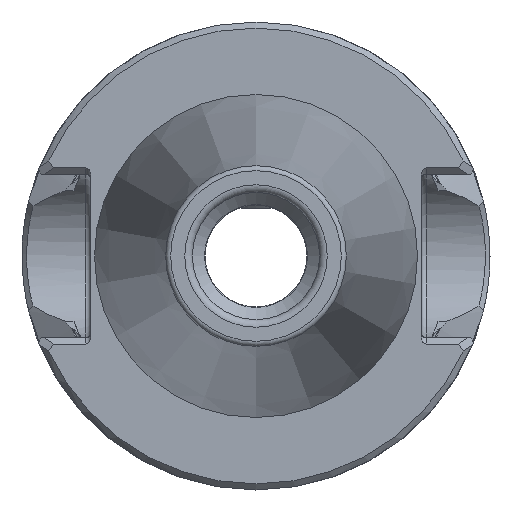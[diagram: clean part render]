
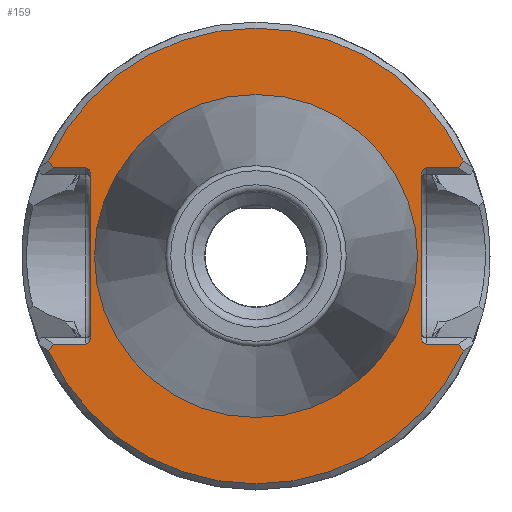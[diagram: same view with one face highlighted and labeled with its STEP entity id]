
A CAD part, left-side view. The second image highlights one B-rep face of the part: STEP entity #159.
In plain terms, the highlighted planar face has unit normal (-1, 0, 0).
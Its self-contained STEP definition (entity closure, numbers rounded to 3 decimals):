
#159 = ADVANCED_FACE( '', ( #406, #407 ), #408, .T. );
#406 = FACE_OUTER_BOUND( '', #771, .T. );
#407 = FACE_BOUND( '', #772, .T. );
#408 = PLANE( '', #773 );
#771 = EDGE_LOOP( '', ( #1246, #1247, #1248, #1249, #1250, #1251, #1252, #1253, #1254, #1255, #1256, #1257, #1258, #1259, #1260, #1261 ) );
#772 = EDGE_LOOP( '', ( #1262 ) );
#773 = AXIS2_PLACEMENT_3D( '', #1263, #1264, #1265 );
#1246 = ORIENTED_EDGE( '', *, *, #2082, .T. );
#1247 = ORIENTED_EDGE( '', *, *, #2083, .T. );
#1248 = ORIENTED_EDGE( '', *, *, #2084, .T. );
#1249 = ORIENTED_EDGE( '', *, *, #2085, .T. );
#1250 = ORIENTED_EDGE( '', *, *, #2086, .T. );
#1251 = ORIENTED_EDGE( '', *, *, #2087, .T. );
#1252 = ORIENTED_EDGE( '', *, *, #2088, .T. );
#1253 = ORIENTED_EDGE( '', *, *, #2089, .T. );
#1254 = ORIENTED_EDGE( '', *, *, #2066, .T. );
#1255 = ORIENTED_EDGE( '', *, *, #2090, .T. );
#1256 = ORIENTED_EDGE( '', *, *, #2091, .T. );
#1257 = ORIENTED_EDGE( '', *, *, #2092, .T. );
#1258 = ORIENTED_EDGE( '', *, *, #2093, .T. );
#1259 = ORIENTED_EDGE( '', *, *, #2094, .T. );
#1260 = ORIENTED_EDGE( '', *, *, #2095, .T. );
#1261 = ORIENTED_EDGE( '', *, *, #2096, .T. );
#1262 = ORIENTED_EDGE( '', *, *, #2097, .F. );
#1263 = CARTESIAN_POINT( '', ( 2., 0., 15.861 ) );
#1264 = DIRECTION( '', ( -1., 0., 0. ) );
#1265 = DIRECTION( '', ( 0., 0., 1. ) );
#2066 = EDGE_CURVE( '', #2444, #2445, #2446, .T. );
#2082 = EDGE_CURVE( '', #2473, #2474, #2475, .T. );
#2083 = EDGE_CURVE( '', #2474, #2476, #2477, .T. );
#2084 = EDGE_CURVE( '', #2476, #2478, #2479, .T. );
#2085 = EDGE_CURVE( '', #2478, #2480, #2481, .F. );
#2086 = EDGE_CURVE( '', #2480, #2482, #2483, .T. );
#2087 = EDGE_CURVE( '', #2482, #2484, #2485, .F. );
#2088 = EDGE_CURVE( '', #2484, #2486, #2487, .T. );
#2089 = EDGE_CURVE( '', #2486, #2444, #2488, .T. );
#2090 = EDGE_CURVE( '', #2445, #2489, #2490, .T. );
#2091 = EDGE_CURVE( '', #2489, #2491, #2492, .T. );
#2092 = EDGE_CURVE( '', #2491, #2493, #2494, .F. );
#2093 = EDGE_CURVE( '', #2493, #2495, #2496, .T. );
#2094 = EDGE_CURVE( '', #2495, #2497, #2498, .F. );
#2095 = EDGE_CURVE( '', #2497, #2499, #2500, .T. );
#2096 = EDGE_CURVE( '', #2499, #2473, #2501, .T. );
#2097 = EDGE_CURVE( '', #2502, #2502, #2503, .T. );
#2444 = VERTEX_POINT( '', #3007 );
#2445 = VERTEX_POINT( '', #3008 );
#2446 = CIRCLE( '', #3009, 22.4 );
#2473 = VERTEX_POINT( '', #3065 );
#2474 = VERTEX_POINT( '', #3066 );
#2475 = CIRCLE( '', #3067, 22.4 );
#2476 = VERTEX_POINT( '', #3068 );
#2477 = B_SPLINE_CURVE_WITH_KNOTS( '', 1, ( #3069, #3070 ), .UNSPECIFIED., .F., .F., ( 2, 2 ), ( 0.179, 1. ), .UNSPECIFIED. );
#2478 = VERTEX_POINT( '', #3071 );
#2479 = LINE( '', #3072, #3073 );
#2480 = VERTEX_POINT( '', #3074 );
#2481 = ELLIPSE( '', #3075, 0.707, 0.5 );
#2482 = VERTEX_POINT( '', #3076 );
#2483 = LINE( '', #3077, #3078 );
#2484 = VERTEX_POINT( '', #3079 );
#2485 = ELLIPSE( '', #3080, 0.707, 0.5 );
#2486 = VERTEX_POINT( '', #3081 );
#2487 = LINE( '', #3082, #3083 );
#2488 = B_SPLINE_CURVE_WITH_KNOTS( '', 1, ( #3084, #3085 ), .UNSPECIFIED., .F., .F., ( 2, 2 ), ( 0., 0.821 ), .UNSPECIFIED. );
#2489 = VERTEX_POINT( '', #3086 );
#2490 = B_SPLINE_CURVE_WITH_KNOTS( '', 1, ( #3087, #3088 ), .UNSPECIFIED., .F., .F., ( 2, 2 ), ( 0.179, 1. ), .UNSPECIFIED. );
#2491 = VERTEX_POINT( '', #3089 );
#2492 = LINE( '', #3090, #3091 );
#2493 = VERTEX_POINT( '', #3092 );
#2494 = ELLIPSE( '', #3093, 0.707, 0.5 );
#2495 = VERTEX_POINT( '', #3094 );
#2496 = LINE( '', #3095, #3096 );
#2497 = VERTEX_POINT( '', #3097 );
#2498 = ELLIPSE( '', #3098, 0.707, 0.5 );
#2499 = VERTEX_POINT( '', #3099 );
#2500 = LINE( '', #3100, #3101 );
#2501 = B_SPLINE_CURVE_WITH_KNOTS( '', 1, ( #3102, #3103 ), .UNSPECIFIED., .F., .F., ( 2, 2 ), ( 0., 0.821 ), .UNSPECIFIED. );
#2502 = VERTEX_POINT( '', #3104 );
#2503 = CIRCLE( '', #3105, 15.861 );
#3007 = CARTESIAN_POINT( '', ( 2., 20.361, -9.337 ) );
#3008 = CARTESIAN_POINT( '', ( 2., -20.361, -9.337 ) );
#3009 = AXIS2_PLACEMENT_3D( '', #4029, #4030, #4031 );
#3065 = CARTESIAN_POINT( '', ( 2., -20.361, 9.337 ) );
#3066 = CARTESIAN_POINT( '', ( 2., 20.361, 9.337 ) );
#3067 = AXIS2_PLACEMENT_3D( '', #4047, #4048, #4049 );
#3068 = CARTESIAN_POINT( '', ( 2., 19.923, 8.65 ) );
#3069 = CARTESIAN_POINT( '', ( 2., 20.361, 9.337 ) );
#3070 = CARTESIAN_POINT( '', ( 2., 19.923, 8.65 ) );
#3071 = CARTESIAN_POINT( '', ( 2., 16.75, 8.65 ) );
#3072 = CARTESIAN_POINT( '', ( 2., 16.25, 8.65 ) );
#3073 = VECTOR( '', #4050, 1000. );
#3074 = CARTESIAN_POINT( '', ( 2., 16.25, 7.943 ) );
#3075 = AXIS2_PLACEMENT_3D( '', #4051, #4052, #4053 );
#3076 = CARTESIAN_POINT( '', ( 2., 16.25, -7.943 ) );
#3077 = CARTESIAN_POINT( '', ( 2., 16.25, 15.861 ) );
#3078 = VECTOR( '', #4054, 1000. );
#3079 = CARTESIAN_POINT( '', ( 2., 16.75, -8.65 ) );
#3080 = AXIS2_PLACEMENT_3D( '', #4055, #4056, #4057 );
#3081 = CARTESIAN_POINT( '', ( 2., 19.923, -8.65 ) );
#3082 = CARTESIAN_POINT( '', ( 2., 21.064, -8.65 ) );
#3083 = VECTOR( '', #4058, 1000. );
#3084 = CARTESIAN_POINT( '', ( 2., 19.923, -8.65 ) );
#3085 = CARTESIAN_POINT( '', ( 2., 20.361, -9.337 ) );
#3086 = CARTESIAN_POINT( '', ( 2., -19.923, -8.65 ) );
#3087 = CARTESIAN_POINT( '', ( 2., -20.361, -9.337 ) );
#3088 = CARTESIAN_POINT( '', ( 2., -19.923, -8.65 ) );
#3089 = CARTESIAN_POINT( '', ( 2., -16.75, -8.65 ) );
#3090 = CARTESIAN_POINT( '', ( 2., -16.25, -8.65 ) );
#3091 = VECTOR( '', #4059, 1000. );
#3092 = CARTESIAN_POINT( '', ( 2., -16.25, -7.943 ) );
#3093 = AXIS2_PLACEMENT_3D( '', #4060, #4061, #4062 );
#3094 = CARTESIAN_POINT( '', ( 2., -16.25, 7.943 ) );
#3095 = CARTESIAN_POINT( '', ( 2., -16.25, 15.861 ) );
#3096 = VECTOR( '', #4063, 1000. );
#3097 = CARTESIAN_POINT( '', ( 2., -16.75, 8.65 ) );
#3098 = AXIS2_PLACEMENT_3D( '', #4064, #4065, #4066 );
#3099 = CARTESIAN_POINT( '', ( 2., -19.923, 8.65 ) );
#3100 = CARTESIAN_POINT( '', ( 2., -21.064, 8.65 ) );
#3101 = VECTOR( '', #4067, 1000. );
#3102 = CARTESIAN_POINT( '', ( 2., -19.923, 8.65 ) );
#3103 = CARTESIAN_POINT( '', ( 2., -20.361, 9.337 ) );
#3104 = CARTESIAN_POINT( '', ( 2., 0., 15.861 ) );
#3105 = AXIS2_PLACEMENT_3D( '', #4068, #4069, #4070 );
#4029 = CARTESIAN_POINT( '', ( 2., 0., 0. ) );
#4030 = DIRECTION( '', ( -1., 0., 0. ) );
#4031 = DIRECTION( '', ( 0., 0., 1. ) );
#4047 = CARTESIAN_POINT( '', ( 2., 0., 0. ) );
#4048 = DIRECTION( '', ( -1., 0., 0. ) );
#4049 = DIRECTION( '', ( 0., 0., 1. ) );
#4050 = DIRECTION( '', ( 0., -1., 0. ) );
#4051 = CARTESIAN_POINT( '', ( 2., 16.75, 7.943 ) );
#4052 = DIRECTION( '', ( -1., 0., 0. ) );
#4053 = DIRECTION( '', ( 0., 0., 1. ) );
#4054 = DIRECTION( '', ( 0., 0., -1. ) );
#4055 = CARTESIAN_POINT( '', ( 2., 16.75, -7.943 ) );
#4056 = DIRECTION( '', ( -1., 0., 0. ) );
#4057 = DIRECTION( '', ( 0., 0., 1. ) );
#4058 = DIRECTION( '', ( 0., 1., 0. ) );
#4059 = DIRECTION( '', ( 0., 1., 0. ) );
#4060 = CARTESIAN_POINT( '', ( 2., -16.75, -7.943 ) );
#4061 = DIRECTION( '', ( -1., 0., 0. ) );
#4062 = DIRECTION( '', ( 0., 0., -1. ) );
#4063 = DIRECTION( '', ( 0., 0., 1. ) );
#4064 = CARTESIAN_POINT( '', ( 2., -16.75, 7.943 ) );
#4065 = DIRECTION( '', ( -1., 0., 0. ) );
#4066 = DIRECTION( '', ( 0., 0., -1. ) );
#4067 = DIRECTION( '', ( 0., -1., 0. ) );
#4068 = CARTESIAN_POINT( '', ( 2., 0., 0. ) );
#4069 = DIRECTION( '', ( -1., 0., 0. ) );
#4070 = DIRECTION( '', ( 0., 0., 1. ) );
